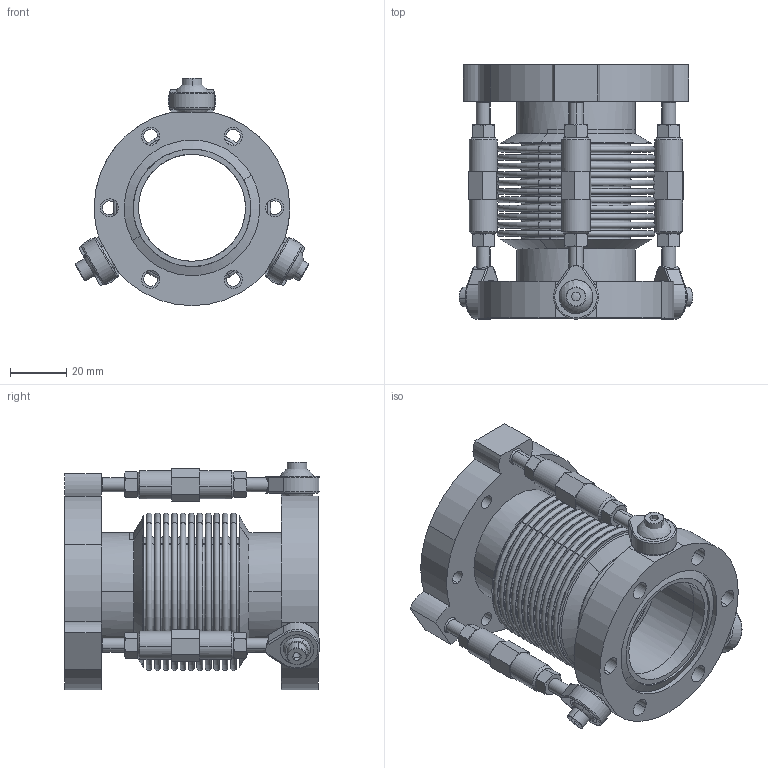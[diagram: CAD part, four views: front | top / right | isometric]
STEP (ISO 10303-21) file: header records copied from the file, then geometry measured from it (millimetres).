
FILE_DESCRIPTION(('CATIA V5 STEP Exchange'),'2;1');
FILE_NAME('PA40.stp','2013-07-31T09:17:03+00:00',('none'),('none'),'CATIA Version 5 Release 20 SP 7 (IN-10)','CATIA V5 STEP AP214','none');
FILE_SCHEMA(('AUTOMOTIVE_DESIGN { 1 0 10303 214 1 1 1 1 }'));
Length unit declared in the file: millimetre
Products named in the file (1): PA40
Bounding box: 83.02 x 90.47 x 80.75 mm (x, y, z)
Volume: 100225.1 mm3; surface area: 112176.4 mm2
Topology: 1 solids, 10 shells, 621 faces, 1476 edges, 935 vertices
Faces by surface type: plane 233, cylinder 160, torus 110, cone 88, sphere 30
Entity records: 19454 total; most frequent: CARTESIAN_POINT 5019, ORIENTED_EDGE 2892, DIRECTION 2106, EDGE_CURVE 1446, AXIS2_PLACEMENT_3D 1230, VERTEX_POINT 935, CIRCLE 818, EDGE_LOOP 749
